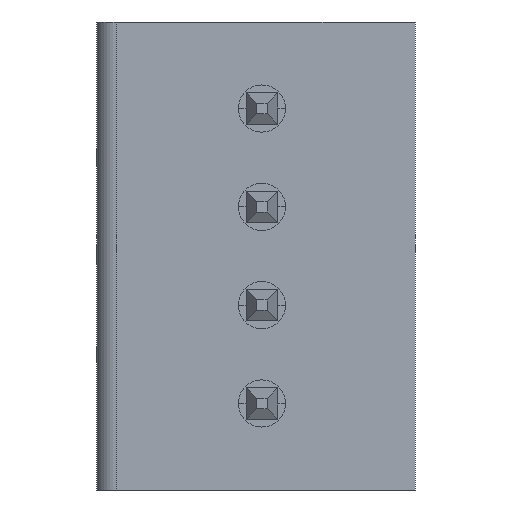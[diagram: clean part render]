
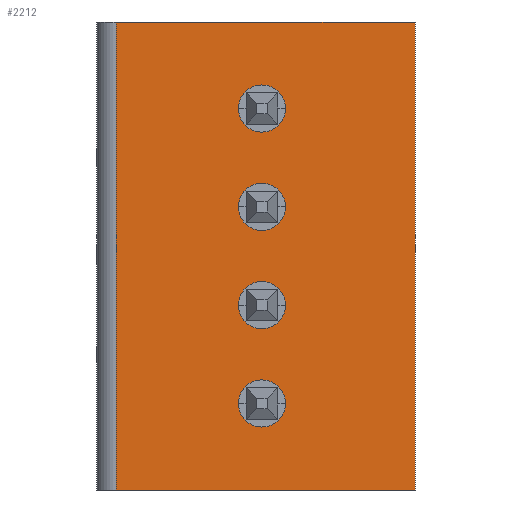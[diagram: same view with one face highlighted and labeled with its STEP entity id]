
A CAD part, front view. The second image highlights one B-rep face of the part: STEP entity #2212.
In plain terms, the highlighted planar face has unit normal (0, -1, 0).
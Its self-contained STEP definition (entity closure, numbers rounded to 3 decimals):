
#1124 = VERTEX_POINT('',#1125);
#1125 = CARTESIAN_POINT('',(-4.5,0.,2.2));
#1131 = EDGE_CURVE('',#1124,#1132,#1134,.T.);
#1132 = VERTEX_POINT('',#1133);
#1133 = CARTESIAN_POINT('',(-3.3,0.,2.2));
#1134 = CIRCLE('',#1135,0.6);
#1135 = AXIS2_PLACEMENT_3D('',#1136,#1137,#1138);
#1136 = CARTESIAN_POINT('',(-3.9,0.,2.2));
#1137 = DIRECTION('',(0.,-1.,0.));
#1138 = DIRECTION('',(1.,0.,0.));
#2212 = ADVANCED_FACE('',(#2213,#2223,#2243,#2263,#2283),#2317,.T.);
#2213 = FACE_BOUND('',#2214,.T.);
#2214 = EDGE_LOOP('',(#2215,#2216));
#2215 = ORIENTED_EDGE('',*,*,#1131,.F.);
#2216 = ORIENTED_EDGE('',*,*,#2217,.F.);
#2217 = EDGE_CURVE('',#1132,#1124,#2218,.T.);
#2218 = CIRCLE('',#2219,0.6);
#2219 = AXIS2_PLACEMENT_3D('',#2220,#2221,#2222);
#2220 = CARTESIAN_POINT('',(-3.9,0.,2.2));
#2221 = DIRECTION('',(0.,-1.,0.));
#2222 = DIRECTION('',(1.,0.,0.));
#2223 = FACE_BOUND('',#2224,.T.);
#2224 = EDGE_LOOP('',(#2225,#2236));
#2225 = ORIENTED_EDGE('',*,*,#2226,.F.);
#2226 = EDGE_CURVE('',#2227,#2229,#2231,.T.);
#2227 = VERTEX_POINT('',#2228);
#2228 = CARTESIAN_POINT('',(-4.5,0.,4.7));
#2229 = VERTEX_POINT('',#2230);
#2230 = CARTESIAN_POINT('',(-3.3,0.,4.7));
#2231 = CIRCLE('',#2232,0.6);
#2232 = AXIS2_PLACEMENT_3D('',#2233,#2234,#2235);
#2233 = CARTESIAN_POINT('',(-3.9,0.,4.7));
#2234 = DIRECTION('',(0.,-1.,0.));
#2235 = DIRECTION('',(1.,0.,0.));
#2236 = ORIENTED_EDGE('',*,*,#2237,.F.);
#2237 = EDGE_CURVE('',#2229,#2227,#2238,.T.);
#2238 = CIRCLE('',#2239,0.6);
#2239 = AXIS2_PLACEMENT_3D('',#2240,#2241,#2242);
#2240 = CARTESIAN_POINT('',(-3.9,0.,4.7));
#2241 = DIRECTION('',(0.,-1.,0.));
#2242 = DIRECTION('',(1.,0.,0.));
#2243 = FACE_BOUND('',#2244,.T.);
#2244 = EDGE_LOOP('',(#2245,#2256));
#2245 = ORIENTED_EDGE('',*,*,#2246,.F.);
#2246 = EDGE_CURVE('',#2247,#2249,#2251,.T.);
#2247 = VERTEX_POINT('',#2248);
#2248 = CARTESIAN_POINT('',(-3.3,0.,-0.3));
#2249 = VERTEX_POINT('',#2250);
#2250 = CARTESIAN_POINT('',(-4.5,0.,-0.3));
#2251 = CIRCLE('',#2252,0.6);
#2252 = AXIS2_PLACEMENT_3D('',#2253,#2254,#2255);
#2253 = CARTESIAN_POINT('',(-3.9,0.,-0.3));
#2254 = DIRECTION('',(0.,-1.,0.));
#2255 = DIRECTION('',(1.,0.,0.));
#2256 = ORIENTED_EDGE('',*,*,#2257,.F.);
#2257 = EDGE_CURVE('',#2249,#2247,#2258,.T.);
#2258 = CIRCLE('',#2259,0.6);
#2259 = AXIS2_PLACEMENT_3D('',#2260,#2261,#2262);
#2260 = CARTESIAN_POINT('',(-3.9,0.,-0.3));
#2261 = DIRECTION('',(0.,-1.,0.));
#2262 = DIRECTION('',(1.,0.,0.));
#2263 = FACE_BOUND('',#2264,.T.);
#2264 = EDGE_LOOP('',(#2265,#2276));
#2265 = ORIENTED_EDGE('',*,*,#2266,.F.);
#2266 = EDGE_CURVE('',#2267,#2269,#2271,.T.);
#2267 = VERTEX_POINT('',#2268);
#2268 = CARTESIAN_POINT('',(-3.3,0.,-2.8));
#2269 = VERTEX_POINT('',#2270);
#2270 = CARTESIAN_POINT('',(-4.5,0.,-2.8));
#2271 = CIRCLE('',#2272,0.6);
#2272 = AXIS2_PLACEMENT_3D('',#2273,#2274,#2275);
#2273 = CARTESIAN_POINT('',(-3.9,0.,-2.8));
#2274 = DIRECTION('',(0.,-1.,0.));
#2275 = DIRECTION('',(1.,0.,0.));
#2276 = ORIENTED_EDGE('',*,*,#2277,.F.);
#2277 = EDGE_CURVE('',#2269,#2267,#2278,.T.);
#2278 = CIRCLE('',#2279,0.6);
#2279 = AXIS2_PLACEMENT_3D('',#2280,#2281,#2282);
#2280 = CARTESIAN_POINT('',(-3.9,0.,-2.8));
#2281 = DIRECTION('',(0.,-1.,0.));
#2282 = DIRECTION('',(1.,0.,0.));
#2283 = FACE_BOUND('',#2284,.T.);
#2284 = EDGE_LOOP('',(#2285,#2295,#2303,#2311));
#2285 = ORIENTED_EDGE('',*,*,#2286,.F.);
#2286 = EDGE_CURVE('',#2287,#2289,#2291,.T.);
#2287 = VERTEX_POINT('',#2288);
#2288 = CARTESIAN_POINT('',(0.,0.,6.9));
#2289 = VERTEX_POINT('',#2290);
#2290 = CARTESIAN_POINT('',(0.,0.,-5.));
#2291 = LINE('',#2292,#2293);
#2292 = CARTESIAN_POINT('',(0.,0.,26.85));
#2293 = VECTOR('',#2294,1.);
#2294 = DIRECTION('',(0.,0.,-1.));
#2295 = ORIENTED_EDGE('',*,*,#2296,.F.);
#2296 = EDGE_CURVE('',#2297,#2287,#2299,.T.);
#2297 = VERTEX_POINT('',#2298);
#2298 = CARTESIAN_POINT('',(-7.6,0.,6.9));
#2299 = LINE('',#2300,#2301);
#2300 = CARTESIAN_POINT('',(32.388,0.,6.9));
#2301 = VECTOR('',#2302,1.);
#2302 = DIRECTION('',(1.,0.,0.));
#2303 = ORIENTED_EDGE('',*,*,#2304,.F.);
#2304 = EDGE_CURVE('',#2305,#2297,#2307,.T.);
#2305 = VERTEX_POINT('',#2306);
#2306 = CARTESIAN_POINT('',(-7.6,0.,-5.));
#2307 = LINE('',#2308,#2309);
#2308 = CARTESIAN_POINT('',(-7.6,0.,6.85));
#2309 = VECTOR('',#2310,1.);
#2310 = DIRECTION('',(0.,0.,1.));
#2311 = ORIENTED_EDGE('',*,*,#2312,.T.);
#2312 = EDGE_CURVE('',#2305,#2289,#2313,.T.);
#2313 = LINE('',#2314,#2315);
#2314 = CARTESIAN_POINT('',(32.388,0.,-5.));
#2315 = VECTOR('',#2316,1.);
#2316 = DIRECTION('',(1.,0.,0.));
#2317 = PLANE('',#2318);
#2318 = AXIS2_PLACEMENT_3D('',#2319,#2320,#2321);
#2319 = CARTESIAN_POINT('',(-6.051,0.,
    4.514));
#2320 = DIRECTION('',(0.,-1.,0.));
#2321 = DIRECTION('',(1.,0.,0.));
